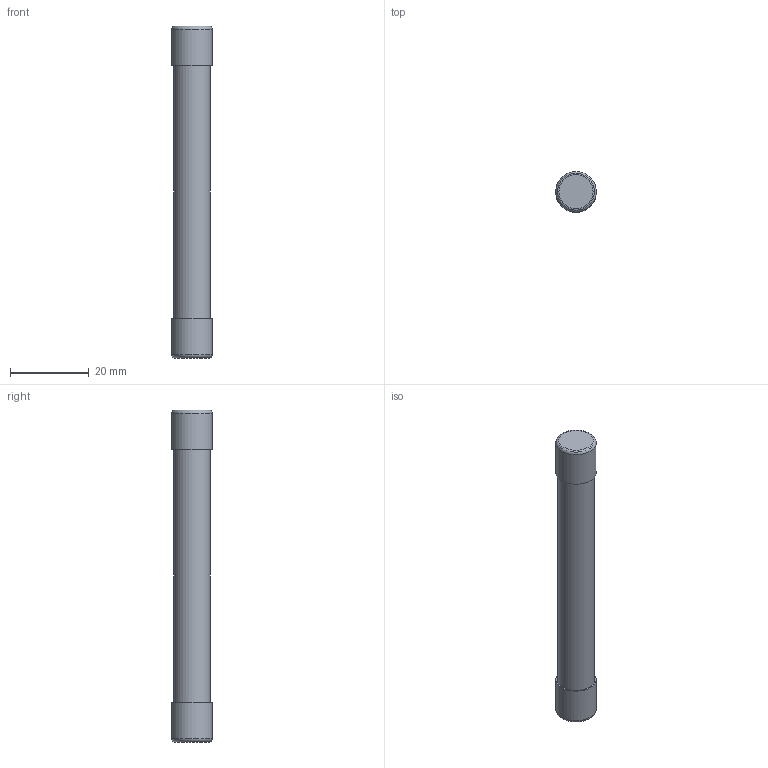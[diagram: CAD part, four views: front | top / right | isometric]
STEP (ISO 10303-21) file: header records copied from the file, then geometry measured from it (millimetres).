
FILE_DESCRIPTION(/* description */ (''),/* implementation_level */ '2;1');
FILE_NAME(/* name */ 'CDPV2-32L熔芯.stp',/* time_stamp */ '2023-11-06T12:39:29+08:00',/* author */ (''),/* organization */ (''),/* preprocessor_version */ 'ST-DEVELOPER v16',/* originating_system */ 'SIEMENS PLM Software NX 10.0',/* authorisation */ '');
FILE_SCHEMA (('CONFIG_CONTROL_DESIGN'));
Length unit declared in the file: millimetre
Products named in the file (1): 1085
Bounding box: 10.3 x 10.3 x 84.5 mm (x, y, z)
Volume: 4046.5 mm3; surface area: 6614.4 mm2
Topology: 7 solids, 7 shells, 42 faces, 62 edges, 38 vertices
Faces by surface type: plane 18, cylinder 14, torus 8, cone 2
Full cylindrical faces by diameter (mm): 5 x2, 5.3 x1, 9.2 x3, 9.4 x2, 9.6 x2, 9.7 x2, 10.3 x2
Entity records: 888 total; most frequent: DIRECTION 162, CARTESIAN_POINT 119, AXIS2_PLACEMENT_3D 81, EDGE_LOOP 76, ORIENTED_EDGE 76, FACE_BOUND 68, ADVANCED_FACE 42, VERTEX_POINT 38
